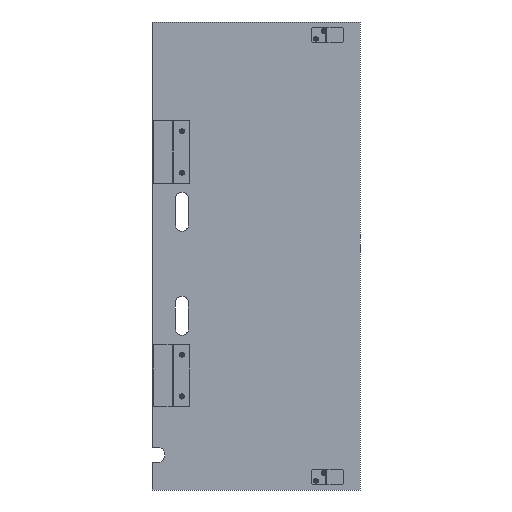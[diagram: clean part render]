
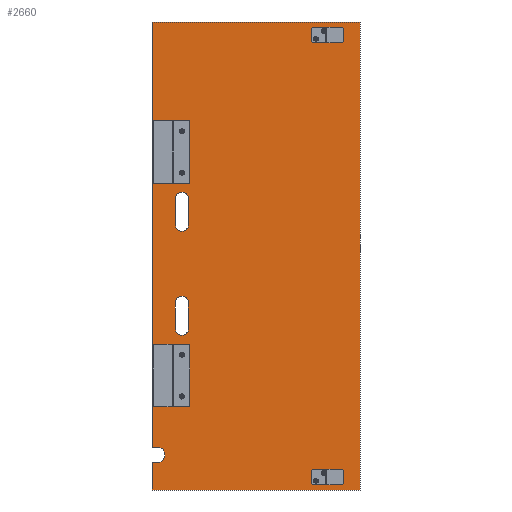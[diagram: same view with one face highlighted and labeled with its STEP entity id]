
A CAD part, front view. The second image highlights one B-rep face of the part: STEP entity #2660.
In plain terms, the highlighted planar face has unit normal (0, -1, 0).
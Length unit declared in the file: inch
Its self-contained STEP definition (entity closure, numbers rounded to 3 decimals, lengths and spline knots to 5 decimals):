
#326=FACE_BOUND('',#726,.T.);
#327=FACE_BOUND('',#727,.T.);
#328=FACE_BOUND('',#728,.T.);
#329=FACE_BOUND('',#729,.T.);
#330=FACE_BOUND('',#730,.T.);
#331=FACE_BOUND('',#731,.T.);
#332=FACE_BOUND('',#732,.T.);
#333=FACE_BOUND('',#733,.T.);
#334=FACE_BOUND('',#734,.T.);
#335=FACE_BOUND('',#735,.T.);
#415=CIRCLE('',#2911,0.75);
#416=CIRCLE('',#2912,0.1005);
#417=CIRCLE('',#2913,0.1005);
#418=CIRCLE('',#2914,0.1005);
#419=CIRCLE('',#2915,0.1005);
#420=CIRCLE('',#2916,0.1005);
#421=CIRCLE('',#2917,0.1005);
#422=CIRCLE('',#2918,0.1005);
#423=CIRCLE('',#2919,0.1005);
#424=CIRCLE('',#2920,0.625);
#425=CIRCLE('',#2921,0.625);
#426=CIRCLE('',#2922,0.625);
#427=CIRCLE('',#2923,0.625);
#558=FACE_OUTER_BOUND('',#725,.T.);
#725=EDGE_LOOP('',(#1896,#1897,#1898,#1899,#1900,#1901,#1902,#1903));
#726=EDGE_LOOP('',(#1904));
#727=EDGE_LOOP('',(#1905));
#728=EDGE_LOOP('',(#1906));
#729=EDGE_LOOP('',(#1907));
#730=EDGE_LOOP('',(#1908));
#731=EDGE_LOOP('',(#1909));
#732=EDGE_LOOP('',(#1910));
#733=EDGE_LOOP('',(#1911));
#734=EDGE_LOOP('',(#1912,#1913,#1914,#1915));
#735=EDGE_LOOP('',(#1916,#1917,#1918,#1919));
#980=LINE('',#4095,#1125);
#984=LINE('',#4106,#1129);
#985=LINE('',#4107,#1130);
#986=LINE('',#4109,#1131);
#987=LINE('',#4111,#1132);
#988=LINE('',#4113,#1133);
#989=LINE('',#4114,#1134);
#990=LINE('',#4135,#1135);
#991=LINE('',#4138,#1136);
#992=LINE('',#4143,#1137);
#993=LINE('',#4146,#1138);
#1125=VECTOR('',#3259,20.);
#1129=VECTOR('',#3267,0.5);
#1130=VECTOR('',#3268,2.625);
#1131=VECTOR('',#3269,45.);
#1132=VECTOR('',#3270,20.);
#1133=VECTOR('',#3271,40.875);
#1134=VECTOR('',#3272,0.5);
#1135=VECTOR('',#3291,2.5);
#1136=VECTOR('',#3294,2.5);
#1137=VECTOR('',#3297,2.5);
#1138=VECTOR('',#3300,2.5);
#1270=VERTEX_POINT('',#4093);
#1271=VERTEX_POINT('',#4094);
#1274=VERTEX_POINT('',#4102);
#1275=VERTEX_POINT('',#4103);
#1276=VERTEX_POINT('',#4105);
#1277=VERTEX_POINT('',#4108);
#1278=VERTEX_POINT('',#4110);
#1279=VERTEX_POINT('',#4112);
#1280=VERTEX_POINT('',#4115);
#1281=VERTEX_POINT('',#4117);
#1282=VERTEX_POINT('',#4119);
#1283=VERTEX_POINT('',#4121);
#1284=VERTEX_POINT('',#4123);
#1285=VERTEX_POINT('',#4125);
#1286=VERTEX_POINT('',#4127);
#1287=VERTEX_POINT('',#4129);
#1288=VERTEX_POINT('',#4131);
#1289=VERTEX_POINT('',#4132);
#1290=VERTEX_POINT('',#4134);
#1291=VERTEX_POINT('',#4136);
#1292=VERTEX_POINT('',#4139);
#1293=VERTEX_POINT('',#4140);
#1294=VERTEX_POINT('',#4142);
#1295=VERTEX_POINT('',#4144);
#1532=EDGE_CURVE('',#1270,#1271,#980,.T.);
#1536=EDGE_CURVE('',#1274,#1275,#415,.T.);
#1537=EDGE_CURVE('',#1274,#1276,#984,.T.);
#1538=EDGE_CURVE('',#1276,#1271,#985,.T.);
#1539=EDGE_CURVE('',#1277,#1270,#986,.T.);
#1540=EDGE_CURVE('',#1277,#1278,#987,.T.);
#1541=EDGE_CURVE('',#1278,#1279,#988,.T.);
#1542=EDGE_CURVE('',#1275,#1279,#989,.T.);
#1543=EDGE_CURVE('',#1280,#1280,#416,.T.);
#1544=EDGE_CURVE('',#1281,#1281,#417,.T.);
#1545=EDGE_CURVE('',#1282,#1282,#418,.T.);
#1546=EDGE_CURVE('',#1283,#1283,#419,.T.);
#1547=EDGE_CURVE('',#1284,#1284,#420,.T.);
#1548=EDGE_CURVE('',#1285,#1285,#421,.T.);
#1549=EDGE_CURVE('',#1286,#1286,#422,.T.);
#1550=EDGE_CURVE('',#1287,#1287,#423,.T.);
#1551=EDGE_CURVE('',#1288,#1289,#424,.T.);
#1552=EDGE_CURVE('',#1290,#1288,#990,.T.);
#1553=EDGE_CURVE('',#1291,#1290,#425,.T.);
#1554=EDGE_CURVE('',#1289,#1291,#991,.T.);
#1555=EDGE_CURVE('',#1292,#1293,#426,.T.);
#1556=EDGE_CURVE('',#1294,#1292,#992,.T.);
#1557=EDGE_CURVE('',#1295,#1294,#427,.T.);
#1558=EDGE_CURVE('',#1293,#1295,#993,.T.);
#1896=ORIENTED_EDGE('',*,*,#1536,.F.);
#1897=ORIENTED_EDGE('',*,*,#1537,.T.);
#1898=ORIENTED_EDGE('',*,*,#1538,.T.);
#1899=ORIENTED_EDGE('',*,*,#1532,.F.);
#1900=ORIENTED_EDGE('',*,*,#1539,.F.);
#1901=ORIENTED_EDGE('',*,*,#1540,.T.);
#1902=ORIENTED_EDGE('',*,*,#1541,.T.);
#1903=ORIENTED_EDGE('',*,*,#1542,.F.);
#1904=ORIENTED_EDGE('',*,*,#1543,.F.);
#1905=ORIENTED_EDGE('',*,*,#1544,.F.);
#1906=ORIENTED_EDGE('',*,*,#1545,.F.);
#1907=ORIENTED_EDGE('',*,*,#1546,.F.);
#1908=ORIENTED_EDGE('',*,*,#1547,.F.);
#1909=ORIENTED_EDGE('',*,*,#1548,.F.);
#1910=ORIENTED_EDGE('',*,*,#1549,.F.);
#1911=ORIENTED_EDGE('',*,*,#1550,.F.);
#1912=ORIENTED_EDGE('',*,*,#1551,.F.);
#1913=ORIENTED_EDGE('',*,*,#1552,.F.);
#1914=ORIENTED_EDGE('',*,*,#1553,.F.);
#1915=ORIENTED_EDGE('',*,*,#1554,.F.);
#1916=ORIENTED_EDGE('',*,*,#1555,.F.);
#1917=ORIENTED_EDGE('',*,*,#1556,.F.);
#1918=ORIENTED_EDGE('',*,*,#1557,.F.);
#1919=ORIENTED_EDGE('',*,*,#1558,.F.);
#2597=PLANE('',#2910);
#2660=ADVANCED_FACE('',(#558,#326,#327,#328,#329,#330,#331,#332,#333,#334,
#335),#2597,.T.);
#2910=AXIS2_PLACEMENT_3D('',#4101,#3263,#3264);
#2911=AXIS2_PLACEMENT_3D('',#4104,#3265,#3266);
#2912=AXIS2_PLACEMENT_3D('',#4116,#3273,#3274);
#2913=AXIS2_PLACEMENT_3D('',#4118,#3275,#3276);
#2914=AXIS2_PLACEMENT_3D('',#4120,#3277,#3278);
#2915=AXIS2_PLACEMENT_3D('',#4122,#3279,#3280);
#2916=AXIS2_PLACEMENT_3D('',#4124,#3281,#3282);
#2917=AXIS2_PLACEMENT_3D('',#4126,#3283,#3284);
#2918=AXIS2_PLACEMENT_3D('',#4128,#3285,#3286);
#2919=AXIS2_PLACEMENT_3D('',#4130,#3287,#3288);
#2920=AXIS2_PLACEMENT_3D('',#4133,#3289,#3290);
#2921=AXIS2_PLACEMENT_3D('',#4137,#3292,#3293);
#2922=AXIS2_PLACEMENT_3D('',#4141,#3295,#3296);
#2923=AXIS2_PLACEMENT_3D('',#4145,#3298,#3299);
#3259=DIRECTION('',(-1.,0.,0.));
#3263=DIRECTION('center_axis',(0.,-1.,0.));
#3264=DIRECTION('ref_axis',(1.,0.,0.));
#3265=DIRECTION('center_axis',(0.,-1.,0.));
#3266=DIRECTION('ref_axis',(0.,0.,-1.));
#3267=DIRECTION('',(-1.,0.,0.));
#3268=DIRECTION('',(0.,0.,-1.));
#3269=DIRECTION('',(0.,0.,-1.));
#3270=DIRECTION('',(-1.,0.,0.));
#3271=DIRECTION('',(0.,0.,-1.));
#3272=DIRECTION('',(-1.,0.,0.));
#3273=DIRECTION('center_axis',(0.,-1.,0.));
#3274=DIRECTION('ref_axis',(-1.,0.,0.));
#3275=DIRECTION('center_axis',(0.,-1.,0.));
#3276=DIRECTION('ref_axis',(-1.,0.,0.));
#3277=DIRECTION('center_axis',(0.,-1.,0.));
#3278=DIRECTION('ref_axis',(-1.,0.,0.));
#3279=DIRECTION('center_axis',(0.,-1.,0.));
#3280=DIRECTION('ref_axis',(-1.,0.,0.));
#3281=DIRECTION('center_axis',(0.,-1.,0.));
#3282=DIRECTION('ref_axis',(-1.,0.,0.));
#3283=DIRECTION('center_axis',(0.,-1.,0.));
#3284=DIRECTION('ref_axis',(-1.,0.,0.));
#3285=DIRECTION('center_axis',(0.,-1.,0.));
#3286=DIRECTION('ref_axis',(-1.,0.,0.));
#3287=DIRECTION('center_axis',(0.,-1.,0.));
#3288=DIRECTION('ref_axis',(-1.,0.,0.));
#3289=DIRECTION('center_axis',(0.,-1.,0.));
#3290=DIRECTION('ref_axis',(1.,0.,0.));
#3291=DIRECTION('',(0.,0.,1.));
#3292=DIRECTION('center_axis',(0.,-1.,0.));
#3293=DIRECTION('ref_axis',(-1.,0.,0.));
#3294=DIRECTION('',(0.,0.,-1.));
#3295=DIRECTION('center_axis',(0.,-1.,0.));
#3296=DIRECTION('ref_axis',(1.,0.,0.));
#3297=DIRECTION('',(0.,0.,1.));
#3298=DIRECTION('center_axis',(0.,-1.,0.));
#3299=DIRECTION('ref_axis',(-1.,0.,0.));
#3300=DIRECTION('',(0.,0.,-1.));
#4093=CARTESIAN_POINT('',(10.,0.,-22.5));
#4094=CARTESIAN_POINT('',(-10.,0.,-22.5));
#4095=CARTESIAN_POINT('',(10.,0.,-22.5));
#4101=CARTESIAN_POINT('Origin',(-10.,0.,-22.5));
#4102=CARTESIAN_POINT('',(-9.5,0.,-19.875));
#4103=CARTESIAN_POINT('',(-9.5,0.,-18.375));
#4104=CARTESIAN_POINT('Origin',(-9.5,0.,-19.125));
#4105=CARTESIAN_POINT('',(-10.,0.,-19.875));
#4106=CARTESIAN_POINT('',(-9.5,0.,-19.875));
#4107=CARTESIAN_POINT('',(-10.,0.,-19.875));
#4108=CARTESIAN_POINT('',(10.,0.,22.5));
#4109=CARTESIAN_POINT('',(10.,0.,22.5));
#4110=CARTESIAN_POINT('',(-10.,0.,22.5));
#4111=CARTESIAN_POINT('',(10.,0.,22.5));
#4112=CARTESIAN_POINT('',(-10.,0.,-18.375));
#4113=CARTESIAN_POINT('',(-10.,0.,22.5));
#4114=CARTESIAN_POINT('',(-9.5,0.,-18.375));
#4115=CARTESIAN_POINT('',(-7.0245,0.,8.));
#4116=CARTESIAN_POINT('Origin',(-7.125,0.,8.));
#4117=CARTESIAN_POINT('',(-7.2255,0.,-9.5));
#4118=CARTESIAN_POINT('Origin',(-7.125,0.,-9.5));
#4119=CARTESIAN_POINT('',(-7.2255,0.,-13.5));
#4120=CARTESIAN_POINT('Origin',(-7.125,0.,-13.5));
#4121=CARTESIAN_POINT('',(6.6005,0.,21.625));
#4122=CARTESIAN_POINT('Origin',(6.5,0.,21.625));
#4123=CARTESIAN_POINT('',(5.8505,0.,20.875));
#4124=CARTESIAN_POINT('Origin',(5.75,0.,20.875));
#4125=CARTESIAN_POINT('',(-7.0245,0.,12.));
#4126=CARTESIAN_POINT('Origin',(-7.125,0.,12.));
#4127=CARTESIAN_POINT('',(5.8505,0.,-21.625));
#4128=CARTESIAN_POINT('Origin',(5.75,0.,-21.625));
#4129=CARTESIAN_POINT('',(6.6005,0.,-20.875));
#4130=CARTESIAN_POINT('Origin',(6.5,0.,-20.875));
#4131=CARTESIAN_POINT('',(-6.5,0.,5.5));
#4132=CARTESIAN_POINT('',(-7.75,0.,5.5));
#4133=CARTESIAN_POINT('Origin',(-7.125,0.,5.5));
#4134=CARTESIAN_POINT('',(-6.5,0.,3.));
#4135=CARTESIAN_POINT('',(-6.5,0.,3.));
#4136=CARTESIAN_POINT('',(-7.75,0.,3.));
#4137=CARTESIAN_POINT('Origin',(-7.125,0.,3.));
#4138=CARTESIAN_POINT('',(-7.75,0.,5.5));
#4139=CARTESIAN_POINT('',(-6.5,0.,-4.5));
#4140=CARTESIAN_POINT('',(-7.75,0.,-4.5));
#4141=CARTESIAN_POINT('Origin',(-7.125,0.,-4.5));
#4142=CARTESIAN_POINT('',(-6.5,0.,-7.));
#4143=CARTESIAN_POINT('',(-6.5,0.,-7.));
#4144=CARTESIAN_POINT('',(-7.75,0.,-7.));
#4145=CARTESIAN_POINT('Origin',(-7.125,0.,-7.));
#4146=CARTESIAN_POINT('',(-7.75,0.,-4.5));
